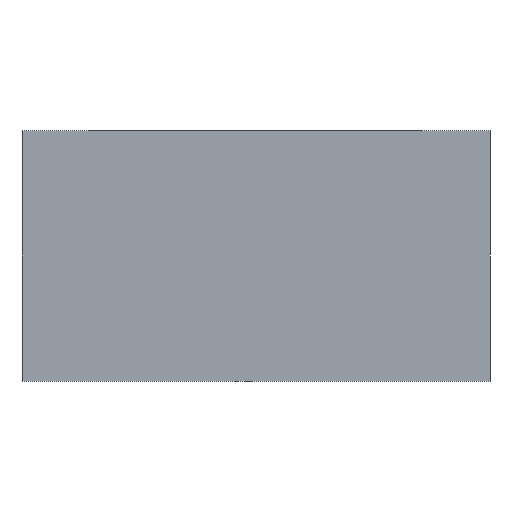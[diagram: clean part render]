
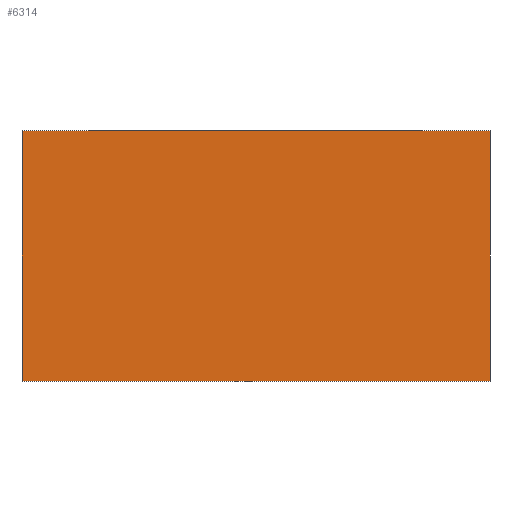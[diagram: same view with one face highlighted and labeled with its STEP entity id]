
A CAD part, front view. The second image highlights one B-rep face of the part: STEP entity #6314.
In plain terms, the highlighted planar face has unit normal (0, -1, 0).
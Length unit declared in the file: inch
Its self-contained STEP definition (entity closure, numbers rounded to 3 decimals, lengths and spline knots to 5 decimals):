
#161=LINE('',#10848,#419);
#165=LINE('',#10855,#423);
#166=LINE('',#10858,#424);
#167=LINE('',#10859,#425);
#419=VECTOR('',#7214,0.3937);
#423=VECTOR('',#7220,0.3937);
#424=VECTOR('',#7223,0.3937);
#425=VECTOR('',#7224,0.3937);
#660=PLANE('',#6784);
#829=FACE_OUTER_BOUND('',#1257,.T.);
#1257=EDGE_LOOP('',(#4342,#4343,#4344,#4345));
#2462=VERTEX_POINT('',#10845);
#2463=VERTEX_POINT('',#10847);
#2465=VERTEX_POINT('',#10853);
#2466=VERTEX_POINT('',#10857);
#3154=EDGE_CURVE('',#2462,#2463,#161,.T.);
#3158=EDGE_CURVE('',#2462,#2465,#165,.T.);
#3159=EDGE_CURVE('',#2466,#2465,#166,.T.);
#3160=EDGE_CURVE('',#2463,#2466,#167,.T.);
#4342=ORIENTED_EDGE('',*,*,#3158,.T.);
#4343=ORIENTED_EDGE('',*,*,#3159,.F.);
#4344=ORIENTED_EDGE('',*,*,#3160,.F.);
#4345=ORIENTED_EDGE('',*,*,#3154,.F.);
#6314=ADVANCED_FACE('',(#829),#660,.T.);
#6784=AXIS2_PLACEMENT_3D('',#10856,#7221,#7222);
#7214=DIRECTION('',(0.,0.,1.));
#7220=DIRECTION('',(1.,0.,0.));
#7221=DIRECTION('center_axis',(0.,-1.,0.));
#7222=DIRECTION('ref_axis',(0.,0.,-1.));
#7223=DIRECTION('',(0.,0.,-1.));
#7224=DIRECTION('',(1.,0.,0.));
#10845=CARTESIAN_POINT('',(-1.4,-1.33368,-0.09814));
#10847=CARTESIAN_POINT('',(-1.4,-1.33368,1.40186));
#10848=CARTESIAN_POINT('',(-1.4,-1.33368,1.40186));
#10853=CARTESIAN_POINT('',(1.4,-1.33368,-0.09814));
#10855=CARTESIAN_POINT('',(0.,-1.33368,-0.09814));
#10856=CARTESIAN_POINT('Origin',(0.,-1.33368,1.40186));
#10857=CARTESIAN_POINT('',(1.4,-1.33368,1.40186));
#10858=CARTESIAN_POINT('',(1.4,-1.33368,1.40186));
#10859=CARTESIAN_POINT('',(0.,-1.33368,1.40186));
